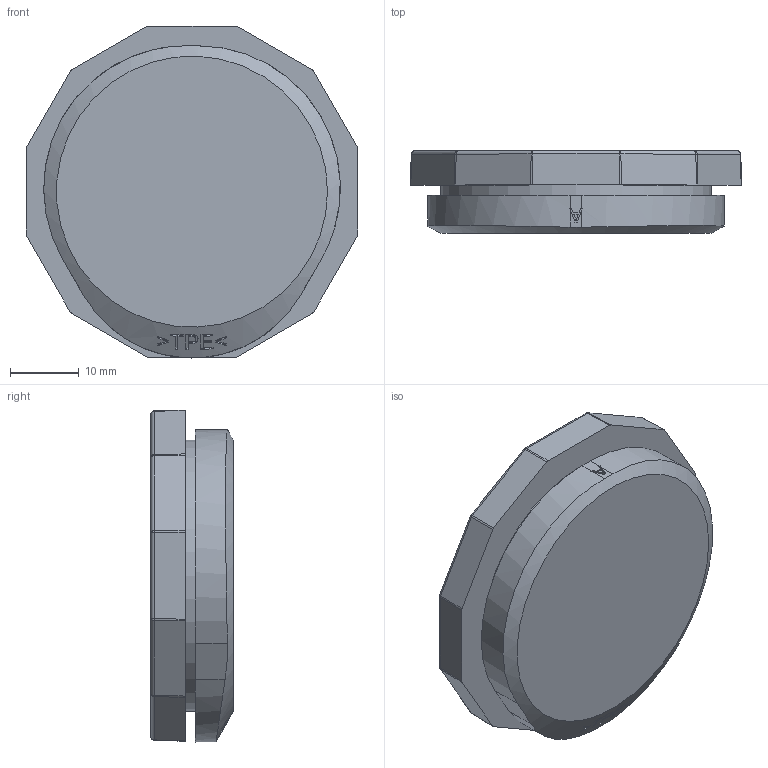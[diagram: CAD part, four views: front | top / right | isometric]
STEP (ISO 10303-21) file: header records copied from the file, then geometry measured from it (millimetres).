
FILE_DESCRIPTION(/* description */ (''),/* implementation_level */ '2;1');
FILE_NAME(/* name */ '28827_6_KES-E-R 40_16-A.stp',/* time_stamp */ '2023-02-21T13:35:42+01:00',/* author */ (''),/* organization */ (''),/* preprocessor_version */ 'ST-DEVELOPER v16.7',/* originating_system */ 'SIEMENS PLM Software NX 12.0',/* authorisation */ '');
FILE_SCHEMA (('AUTOMOTIVE_DESIGN { 1 0 10303 214 3 1 1 1 }'));
Length unit declared in the file: millimetre
Products named in the file (1): KES-E-R 40/16-A
Bounding box: 48.27 x 12.02 x 48.39 mm (x, y, z)
Volume: 19164.1 mm3; surface area: 5955.8 mm2
Topology: 1 solids, 1 shells, 540 faces, 1490 edges, 985 vertices
Faces by surface type: plane 384, bspline 65, cylinder 28, sphere 28, revolution 16, extrusion 12, cone 7
Full cylindrical faces by diameter (mm): 39.5 x1
Entity records: 22925 total; most frequent: CARTESIAN_POINT 10293, ORIENTED_EDGE 2820, DIRECTION 2102, EDGE_CURVE 1410, VECTOR 1016, LINE 1004, VERTEX_POINT 950, EDGE_LOOP 618
